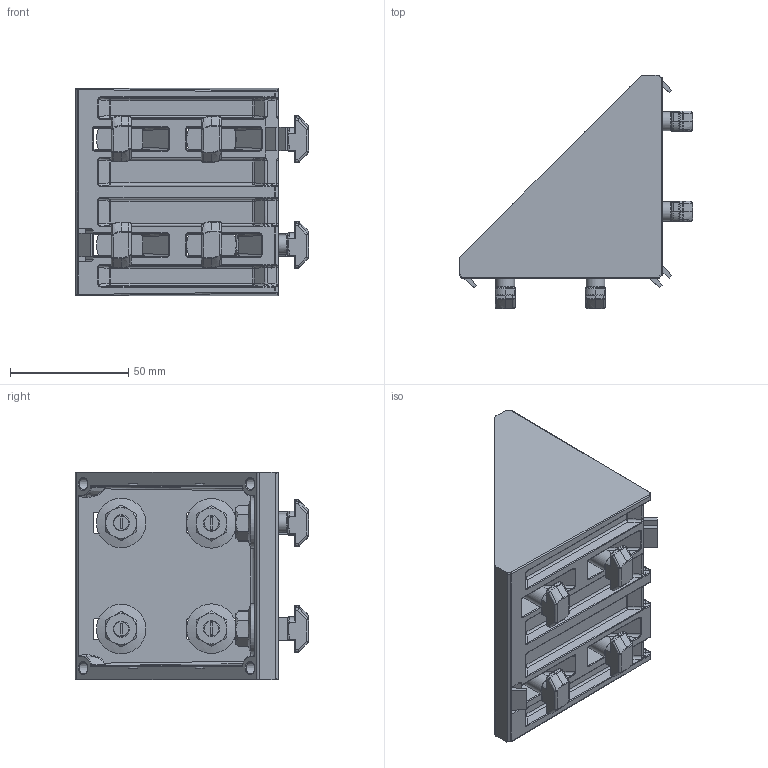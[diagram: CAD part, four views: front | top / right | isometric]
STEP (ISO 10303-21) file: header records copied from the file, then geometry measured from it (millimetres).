
FILE_DESCRIPTION(/* description */ ('Winkel 90x90 inkl. Befestigung'),/* implementation_level */ '2;1');
FILE_NAME(/* name */ '412523578 Winkel 90x90 Nut10 inkl. Befestigung.stp',/* time_stamp */ '2020-11-26T16:53:58+01:00',/* author */ ('wheldmann'),/* organization */ (''),/* preprocessor_version */ 'ST-DEVELOPER v17.2',/* originating_system */ 'Autodesk Inventor 2019',/* authorisation */ '');
FILE_SCHEMA (('AUTOMOTIVE_DESIGN { 1 0 10303 214 3 1 1 }'));
Products named in the file (1): 412523578
Bounding box: 98.8 x 98.8 x 88 mm (x, y, z)
Volume: 153567.9 mm3; surface area: 69505.8 mm2
Topology: 17 solids, 17 shells, 1854 faces, 4865 edges, 2962 vertices
Faces by surface type: plane 640, cylinder 619, bspline 391, cone 88, torus 68, sphere 48
Full cylindrical faces by diameter (mm): 6.8 x8, 8 x8, 21 x8
Entity records: 80220 total; most frequent: CARTESIAN_POINT 36395, ORIENTED_EDGE 9522, DIRECTION 8336, EDGE_CURVE 4761, AXIS2_PLACEMENT_3D 3179, VERTEX_POINT 2962, LINE 1978, VECTOR 1978
